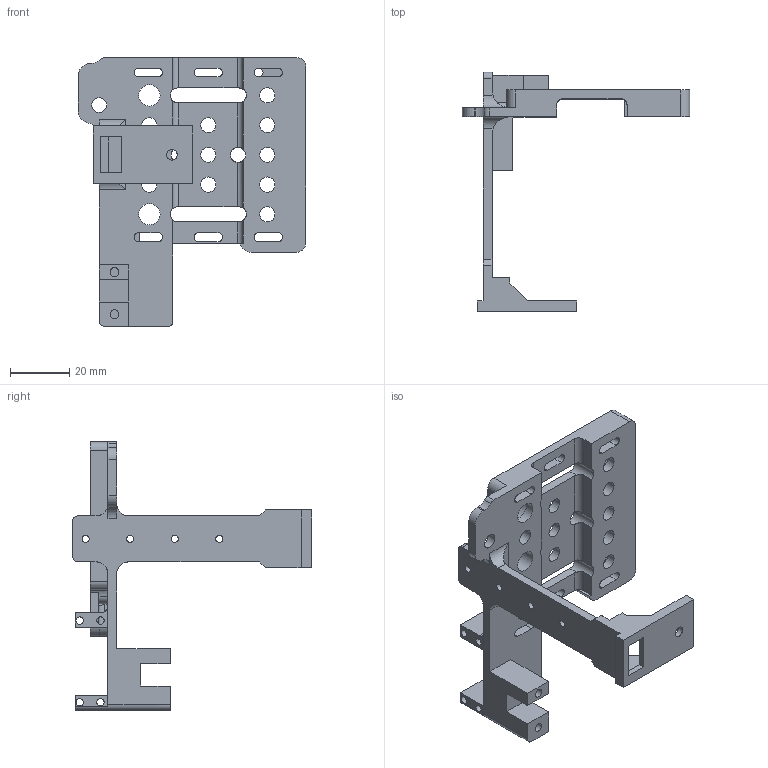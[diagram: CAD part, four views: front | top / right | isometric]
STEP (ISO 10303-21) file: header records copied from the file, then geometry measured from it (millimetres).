
FILE_DESCRIPTION(/* description */ (''),/* implementation_level */ '2;1');
FILE_NAME(/* name */ '',/* time_stamp */ '2026-02-06T16:07:34+03:00',/* author */ ('katya_notebook'),/* organization */ (''),/* preprocessor_version */ 'ST-DEVELOPER v20',/* originating_system */ 'Autodesk Inventor 2024',/* authorisation */ '');
FILE_SCHEMA (('AUTOMOTIVE_DESIGN { 1 0 10303 214 3 1 1 }'));
Length unit declared in the file: millimetre
Products named in the file (1): деталь основа 
каретки
Bounding box: 76.5 x 80.6 x 90.5 mm (x, y, z)
Volume: 33969.2 mm3; surface area: 22691.9 mm2
Topology: 1 solids, 1 shells, 197 faces, 576 edges, 379 vertices
Faces by surface type: plane 116, cylinder 81
Full cylindrical faces by diameter (mm): 2.4 x4, 2.5 x4, 3 x3, 3.58 x1, 5 x1, 5.1 x12, 7.2 x3, 10.5 x3
Entity records: 6877 total; most frequent: CARTESIAN_POINT 1351, ORIENTED_EDGE 1152, DIRECTION 1118, EDGE_CURVE 576, LINE 390, VECTOR 390, VERTEX_POINT 379, AXIS2_PLACEMENT_3D 364
